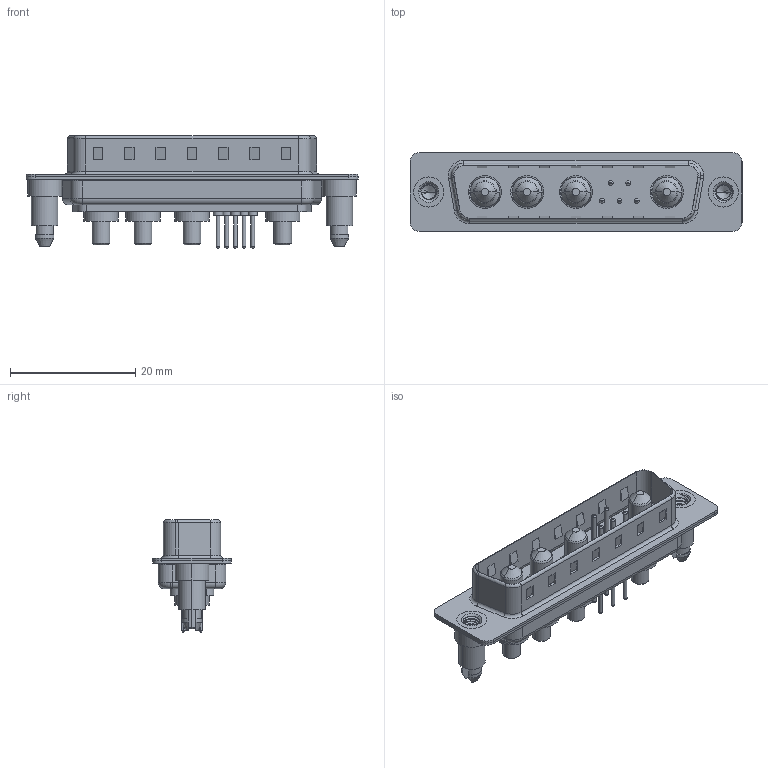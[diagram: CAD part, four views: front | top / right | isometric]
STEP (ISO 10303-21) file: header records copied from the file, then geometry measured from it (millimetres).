
FILE_DESCRIPTION (( 'STEP AP203' ), '1' );
FILE_NAME ('627-9W4-224-2TD.STEP', '2019-05-26T04:52:40', ( '' ), ( '' ), 'SwSTEP 2.0', 'SolidWorks 2016', '' );
FILE_SCHEMA (( 'CONFIG_CONTROL_DESIGN' ));
Length unit declared in the file: millimetre
Products named in the file (9): 627Combo Contact Row 2_24; 627-9W4-224-2TD; 627Combo Housing_9W4; 627Combo Shell Rear_25 Contacts; 627Combo Shell Front_25 Contacts; 627Combo Threaded Boardlock_D; Power Pin_20A S; 627Combo Threaded Boardlock_5; 627Combo Contact Row 1_24
Assembly tree (14 placements, depth 2):
  627-9W4-224-2TD
    627Combo Housing_9W4
    627Combo Shell Rear_25 Contacts
    627Combo Shell Front_25 Contacts
    627Combo Threaded Boardlock_D
    Power Pin_20A S  x4
    627Combo Threaded Boardlock_5
    627Combo Contact Row 1_24  x2
    627Combo Contact Row 2_24  x3
Bounding box: 53 x 12.6 x 17.9 mm (x, y, z)
Volume: 3128.4 mm3; surface area: 7046 mm2
Topology: 18 solids, 18 shells, 779 faces, 1819 edges, 1128 vertices
Faces by surface type: cylinder 323, plane 262, torus 138, cone 41, bspline 15
Entity records: 22122 total; most frequent: CARTESIAN_POINT 7014, DIRECTION 3044, ORIENTED_EDGE 2852, EDGE_CURVE 1426, AXIS2_PLACEMENT_3D 1164, VERTEX_POINT 900, LINE 716, VECTOR 716
